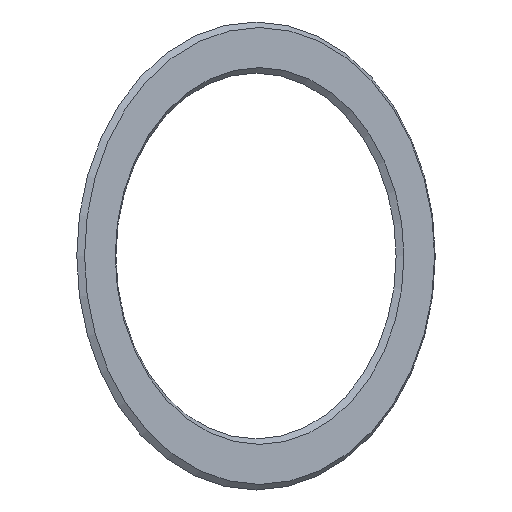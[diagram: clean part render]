
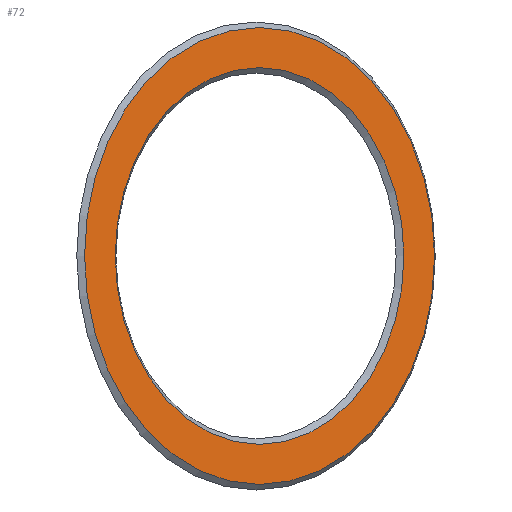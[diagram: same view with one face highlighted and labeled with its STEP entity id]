
A CAD part, top view. The second image highlights one B-rep face of the part: STEP entity #72.
In plain terms, the highlighted planar face has unit normal (0.643, 0, 0.766).
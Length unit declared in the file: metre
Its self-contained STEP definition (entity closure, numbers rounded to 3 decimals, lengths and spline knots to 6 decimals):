
#16=ORIENTED_EDGE('',*,*,#28,.T.);
#17=ORIENTED_EDGE('',*,*,#29,.T.);
#28=EDGE_CURVE('',#34,#34,#40,.F.);
#29=EDGE_CURVE('',#35,#35,#41,.T.);
#34=VERTEX_POINT('',#132);
#35=VERTEX_POINT('',#134);
#40=CIRCLE('',#92,0.008275);
#41=CIRCLE('',#93,0.006825);
#46=EDGE_LOOP('',(#16));
#47=EDGE_LOOP('',(#17));
#58=FACE_BOUND('',#46,.T.);
#59=FACE_BOUND('',#47,.T.);
#70=PLANE('',#91);
#72=ADVANCED_FACE('',(#58,#59),#70,.F.);
#91=AXIS2_PLACEMENT_3D('',#130,#105,#106);
#92=AXIS2_PLACEMENT_3D('',#131,#107,#108);
#93=AXIS2_PLACEMENT_3D('',#133,#109,#110);
#105=DIRECTION('',(-0.643,0.,-0.766));
#106=DIRECTION('',(0.766,0.,-0.643));
#107=DIRECTION('',(-0.643,0.,-0.766));
#108=DIRECTION('',(-0.766,0.,0.643));
#109=DIRECTION('',(-0.643,0.,-0.766));
#110=DIRECTION('',(-0.766,0.,0.643));
#130=CARTESIAN_POINT('',(0.012026,-0.00334,0.01451));
#131=CARTESIAN_POINT('',(0.012026,-0.00334,0.01451));
#132=CARTESIAN_POINT('',(0.005687,-0.00334,0.019829));
#133=CARTESIAN_POINT('',(0.012026,-0.00334,0.01451));
#134=CARTESIAN_POINT('',(0.006798,-0.00334,0.018897));
